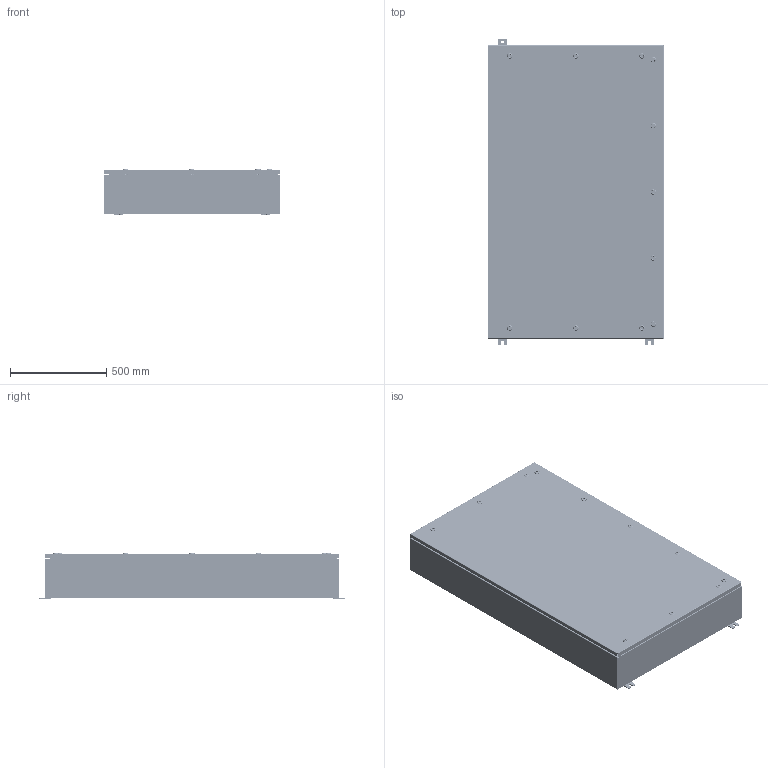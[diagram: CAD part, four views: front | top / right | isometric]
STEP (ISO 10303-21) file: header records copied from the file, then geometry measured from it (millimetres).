
FILE_DESCRIPTION (( 'STEP AP203' ), '1' );
FILE_NAME ('CHDSS6603608WP.STEP', '2014-02-24T16:43:08', ( 'changeme' ), ( 'Microsoft' ), 'SwSTEP 2.0', 'SolidWorks 2013', '' );
FILE_SCHEMA (( 'CONFIG_CONTROL_DESIGN' ));
Length unit declared in the file: inch
Products named in the file (21): CHDSS6603608WP Body; Screw-221320-IB-Industrilas_Screw-221320-IB-Industrilas; CHDSS6603608WP Bottom; CHDSS6603608WP Backpanel; Insert-221320-IB-Industrilas_Insert-221320-IB-Industrilas; CHDSS6603608WP Top; CHDSS6603608WP Mounting Studs; HW-CLH-E5-8004_Cam-232112-U-Industrilas; 10_30 CD Stud; CHDSS6603608WP Mounting Feet; HW-CLH-R001-0500_2412-026240-2445-Industrilas; Concealed Hinge (Cover Side); Quarter-20 CD Stud; CHDSS6603608WP; Concealed Hinge enclosure side; CHDSS6603608WP Door Stiffener; Housing-211301-IB-Industrilas_Housing-211301-IB-Industrilas; CHDSS6603608WP Enclosure Stiffener; Nut-211301-IB-Industrilas_Nut-211301-IB-Industrilas; CHDSS6603608WP Cover; Washer-221320-IB-Industrilas_Washer-221320-IB-Industrilas
Assembly tree (54 placements, depth 3):
  CHDSS6603608WP
    CHDSS6603608WP Backpanel
    CHDSS6603608WP Mounting Studs  x8
    CHDSS6603608WP Mounting Feet  x3
    Quarter-20 CD Stud  x2
    CHDSS6603608WP Door Stiffener
    CHDSS6603608WP Enclosure Stiffener  x2
    CHDSS6603608WP Cover
    CHDSS6603608WP Body
    CHDSS6603608WP Bottom
    CHDSS6603608WP Top
    10_30 CD Stud  x8
    Concealed Hinge (Cover Side)  x4
    Concealed Hinge enclosure side  x4
    HW-CLH-R001-0500_2412-026240-2445-Industrilas  x11
      Housing-211301-IB-Industrilas_Housing-211301-IB-Industrilas
      Nut-211301-IB-Industrilas_Nut-211301-IB-Industrilas
      Washer-221320-IB-Industrilas_Washer-221320-IB-Industrilas
      Screw-221320-IB-Industrilas_Screw-221320-IB-Industrilas
      Insert-221320-IB-Industrilas_Insert-221320-IB-Industrilas
      HW-CLH-E5-8004_Cam-232112-U-Industrilas
Bounding box: 914.4 x 1587.5 x 237.64 mm (x, y, z)
Volume: 12127190.3 mm3; surface area: 11780619.6 mm2
Topology: 103 solids, 103 shells, 9942 faces, 25051 edges, 15349 vertices
Faces by surface type: cylinder 3101, plane 2871, bspline 2323, cone 1350, torus 220, sphere 77
Entity records: 68825 total; most frequent: CARTESIAN_POINT 35996, ORIENTED_EDGE 6594, DIRECTION 5675, EDGE_CURVE 3297, AXIS2_PLACEMENT_3D 2104, VERTEX_POINT 1997, VECTOR 1467, LINE 1467
